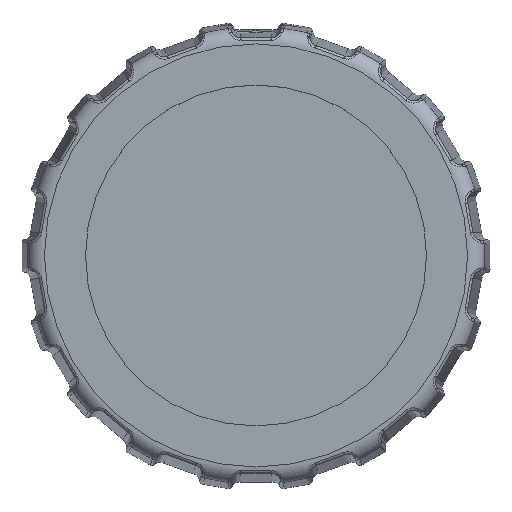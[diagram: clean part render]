
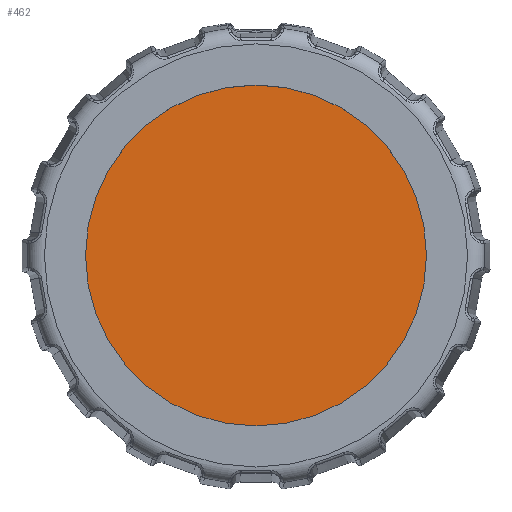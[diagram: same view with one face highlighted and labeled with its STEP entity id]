
A CAD part, top view. The second image highlights one B-rep face of the part: STEP entity #462.
In plain terms, the highlighted planar face has unit normal (0, 0, 1).
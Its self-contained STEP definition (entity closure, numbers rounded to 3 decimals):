
#462 = ADVANCED_FACE( '', ( #1242 ), #1243, .F. );
#1242 = FACE_OUTER_BOUND( '', #3188, .T. );
#1243 = PLANE( '', #3189 );
#3188 = EDGE_LOOP( '', ( #11758 ) );
#3189 = AXIS2_PLACEMENT_3D( '', #11759, #11760, #11761 );
#11758 = ORIENTED_EDGE( '', *, *, #14189, .T. );
#11759 = CARTESIAN_POINT( '', ( 10., 0., 29.25 ) );
#11760 = DIRECTION( '', ( 0., 0., -1. ) );
#11761 = DIRECTION( '', ( -1., 0., 0. ) );
#14189 = EDGE_CURVE( '', #15518, #15518, #15519, .T. );
#15518 = VERTEX_POINT( '', #18170 );
#15519 = CIRCLE( '', #18171, 10. );
#18170 = CARTESIAN_POINT( '', ( 10., 0., 29.25 ) );
#18171 = AXIS2_PLACEMENT_3D( '', #25693, #25694, #25695 );
#25693 = CARTESIAN_POINT( '', ( 0., 0., 29.25 ) );
#25694 = DIRECTION( '', ( 0., 0., 1. ) );
#25695 = DIRECTION( '', ( 1., 0., 0. ) );
